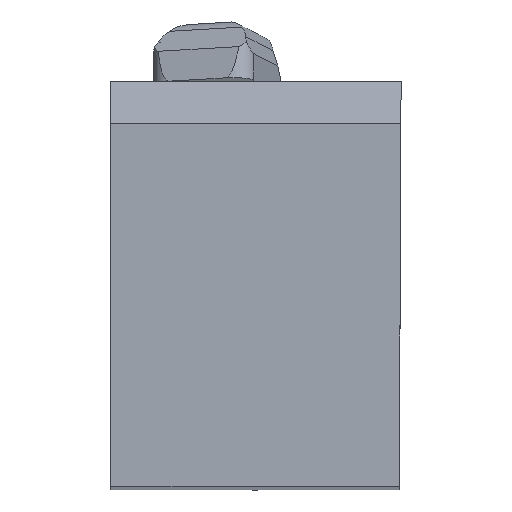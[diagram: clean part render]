
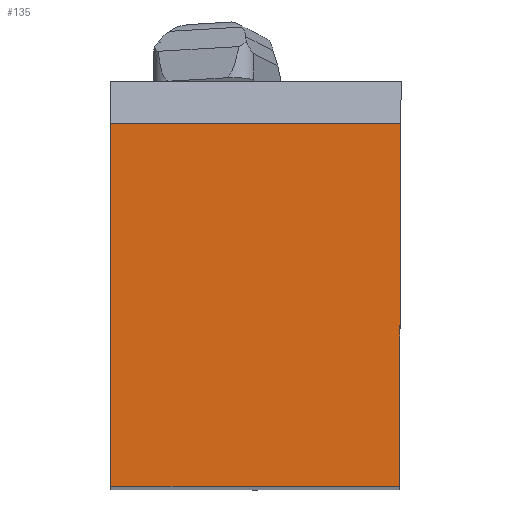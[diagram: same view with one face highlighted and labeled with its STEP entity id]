
A CAD part, top view. The second image highlights one B-rep face of the part: STEP entity #135.
In plain terms, the highlighted planar face has unit normal (0, 0, 1).
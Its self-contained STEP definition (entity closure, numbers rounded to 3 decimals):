
#135=ADVANCED_FACE('BLANK_BOXF006',(#239),#190,.F.);
#190=PLANE('',#1300);
#239=FACE_OUTER_BOUND('',#298,.T.);
#298=EDGE_LOOP('',(#422,#423,#424,#425));
#422=ORIENTED_EDGE('',*,*,#831,.F.);
#423=ORIENTED_EDGE('',*,*,#832,.F.);
#424=ORIENTED_EDGE('',*,*,#833,.F.);
#425=ORIENTED_EDGE('',*,*,#834,.F.);
#714=VERTEX_POINT('',#1850);
#715=VERTEX_POINT('',#1851);
#716=VERTEX_POINT('',#1853);
#717=VERTEX_POINT('',#1855);
#831=EDGE_CURVE('',#714,#715,#986,.T.);
#832=EDGE_CURVE('',#716,#714,#987,.T.);
#833=EDGE_CURVE('',#717,#716,#988,.T.);
#834=EDGE_CURVE('',#715,#717,#989,.T.);
#986=LINE('',#1849,#1111);
#987=LINE('',#1852,#1112);
#988=LINE('',#1854,#1113);
#989=LINE('',#1856,#1114);
#1111=VECTOR('',#1453,1.);
#1112=VECTOR('',#1454,1.);
#1113=VECTOR('',#1455,1.);
#1114=VECTOR('',#1456,1.);
#1300=AXIS2_PLACEMENT_3D('',#1857,#1457,#1458);
#1453=DIRECTION('',(0.,1.,0.));
#1454=DIRECTION('',(-1.,0.,0.));
#1455=DIRECTION('',(-0.004,-1.,0.));
#1456=DIRECTION('',(1.,0.,0.));
#1457=DIRECTION('',(0.,0.,-1.));
#1458=DIRECTION('',(-1.,0.,0.));
#1849=CARTESIAN_POINT('',(-39.85,-316.35,0.));
#1850=CARTESIAN_POINT('',(-39.85,0.,0.));
#1851=CARTESIAN_POINT('',(-39.85,49.85,0.));
#1852=CARTESIAN_POINT('',(316.35,0.,0.));
#1853=CARTESIAN_POINT('',(-0.218,0.,0.));
#1854=CARTESIAN_POINT('',(1.163,316.347,0.));
#1855=CARTESIAN_POINT('',(0.,49.85,0.));
#1856=CARTESIAN_POINT('',(-316.35,49.85,0.));
#1857=CARTESIAN_POINT('',(-44.85,-5.,0.));
